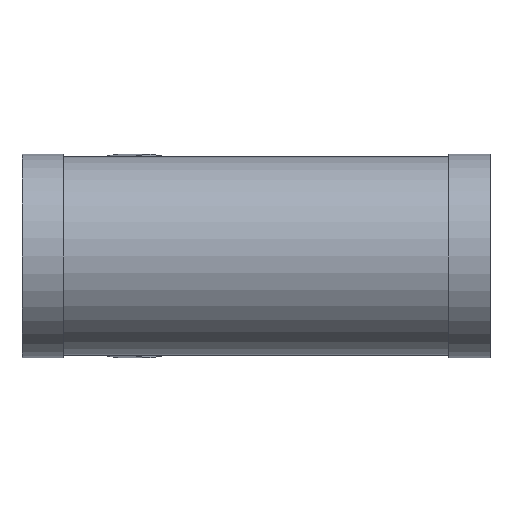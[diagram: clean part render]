
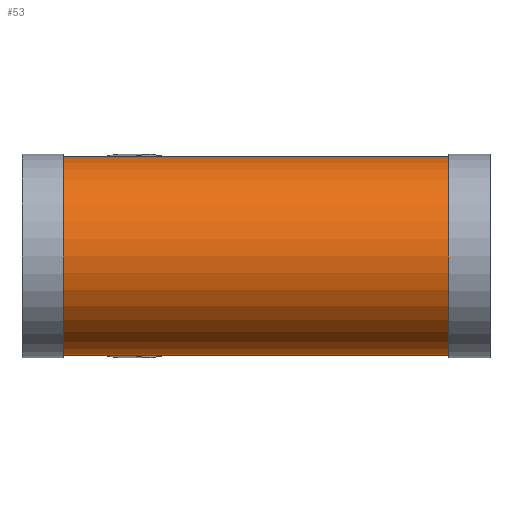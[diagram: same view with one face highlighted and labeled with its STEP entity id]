
A CAD part, front view. The second image highlights one B-rep face of the part: STEP entity #53.
In plain terms, the highlighted cylindrical face has radius 90 mm (diameter 180 mm), a full revolution.
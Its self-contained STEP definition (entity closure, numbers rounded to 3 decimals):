
#53 = ADVANCED_FACE( '', ( #119, #120, #121 ), #122, .T. );
#119 = FACE_OUTER_BOUND( '', #204, .T. );
#120 = FACE_BOUND( '', #205, .T. );
#121 = FACE_OUTER_BOUND( '', #206, .T. );
#122 = CYLINDRICAL_SURFACE( '', #207, 90. );
#204 = EDGE_LOOP( '', ( #295 ) );
#205 = EDGE_LOOP( '', ( #296, #297 ) );
#206 = EDGE_LOOP( '', ( #298 ) );
#207 = AXIS2_PLACEMENT_3D( '', #299, #300, #301 );
#295 = ORIENTED_EDGE( '', *, *, #394, .T. );
#296 = ORIENTED_EDGE( '', *, *, #398, .F. );
#297 = ORIENTED_EDGE( '', *, *, #399, .F. );
#298 = ORIENTED_EDGE( '', *, *, #400, .F. );
#299 = CARTESIAN_POINT( '', ( 212.5, 0., 0. ) );
#300 = DIRECTION( '', ( -1., 0., 0. ) );
#301 = DIRECTION( '', ( 0., 0., -1. ) );
#394 = EDGE_CURVE( '', #444, #444, #445, .T. );
#398 = EDGE_CURVE( '', #450, #451, #452, .F. );
#399 = EDGE_CURVE( '', #451, #450, #453, .F. );
#400 = EDGE_CURVE( '', #454, #454, #455, .T. );
#444 = VERTEX_POINT( '', #507 );
#445 = CIRCLE( '', #508, 90. );
#450 = VERTEX_POINT( '', #513 );
#451 = VERTEX_POINT( '', #514 );
#452 = ELLIPSE( '', #515, 235.181, 90. );
#453 = ELLIPSE( '', #516, 97.415, 90. );
#454 = VERTEX_POINT( '', #517 );
#455 = CIRCLE( '', #518, 90. );
#507 = CARTESIAN_POINT( '', ( -175., 0., -90. ) );
#508 = AXIS2_PLACEMENT_3D( '', #575, #576, #577 );
#513 = CARTESIAN_POINT( '', ( 90., 0., -90. ) );
#514 = CARTESIAN_POINT( '', ( 90., 0., 90. ) );
#515 = AXIS2_PLACEMENT_3D( '', #581, #582, #583 );
#516 = AXIS2_PLACEMENT_3D( '', #584, #585, #586 );
#517 = CARTESIAN_POINT( '', ( 175., 0., -90. ) );
#518 = AXIS2_PLACEMENT_3D( '', #587, #588, #589 );
#575 = CARTESIAN_POINT( '', ( -175., 0., 0. ) );
#576 = DIRECTION( '', ( 1., 0., 0. ) );
#577 = DIRECTION( '', ( 0., 0., -1. ) );
#581 = CARTESIAN_POINT( '', ( 90., 0., 0. ) );
#582 = DIRECTION( '', ( -0.383, -0.924, 0. ) );
#583 = DIRECTION( '', ( 0.924, -0.383, 0. ) );
#584 = CARTESIAN_POINT( '', ( 90., 0., 0. ) );
#585 = DIRECTION( '', ( 0.924, -0.383, 0. ) );
#586 = DIRECTION( '', ( -0.383, -0.924, 0. ) );
#587 = CARTESIAN_POINT( '', ( 175., 0., 0. ) );
#588 = DIRECTION( '', ( 1., 0., 0. ) );
#589 = DIRECTION( '', ( 0., 0., -1. ) );
